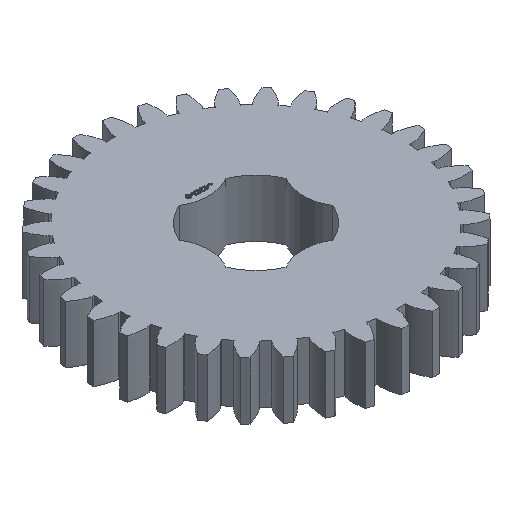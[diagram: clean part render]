
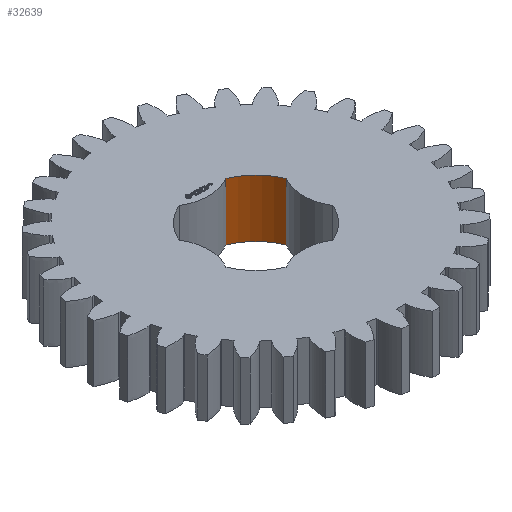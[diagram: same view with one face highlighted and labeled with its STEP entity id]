
A CAD part, isometric view. The second image highlights one B-rep face of the part: STEP entity #32639.
In plain terms, the highlighted cylindrical face has radius 6.35 mm (diameter 12.7 mm), a partial arc.
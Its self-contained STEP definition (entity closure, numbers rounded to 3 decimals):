
#93 = PLANE('',#94);
#94 = AXIS2_PLACEMENT_3D('',#95,#96,#97);
#95 = CARTESIAN_POINT('',(0.,0.,6.25));
#96 = DIRECTION('',(0.,0.,1.));
#97 = DIRECTION('',(1.,0.,0.));
#168 = PLANE('',#169);
#169 = AXIS2_PLACEMENT_3D('',#170,#171,#172);
#170 = CARTESIAN_POINT('',(0.,0.,0.));
#171 = DIRECTION('',(0.,0.,1.));
#172 = DIRECTION('',(1.,0.,0.));
#9902 = VERTEX_POINT('',#9903);
#9903 = CARTESIAN_POINT('',(2.55,5.816,0.));
#9918 = CYLINDRICAL_SURFACE('',#9919,4.9);
#9919 = AXIS2_PLACEMENT_3D('',#9920,#9921,#9922);
#9920 = CARTESIAN_POINT('',(0.,10.,0.));
#9921 = DIRECTION('',(0.,-0.,-1.));
#9922 = DIRECTION('',(0.707,0.707,0.));
#9930 = EDGE_CURVE('',#9931,#9902,#9933,.T.);
#9931 = VERTEX_POINT('',#9932);
#9932 = CARTESIAN_POINT('',(5.816,2.55,0.));
#9933 = SURFACE_CURVE('',#9934,(#9939,#9946),.PCURVE_S1.);
#9934 = CIRCLE('',#9935,6.35);
#9935 = AXIS2_PLACEMENT_3D('',#9936,#9937,#9938);
#9936 = CARTESIAN_POINT('',(0.,0.,0.));
#9937 = DIRECTION('',(0.,-0.,1.));
#9938 = DIRECTION('',(0.707,0.707,0.));
#9939 = PCURVE('',#168,#9940);
#9940 = DEFINITIONAL_REPRESENTATION('',(#9941),#9945);
#9941 = CIRCLE('',#9942,6.35);
#9942 = AXIS2_PLACEMENT_2D('',#9943,#9944);
#9943 = CARTESIAN_POINT('',(0.,0.));
#9944 = DIRECTION('',(0.707,0.707));
#9945 = ( GEOMETRIC_REPRESENTATION_CONTEXT(2) 
PARAMETRIC_REPRESENTATION_CONTEXT() REPRESENTATION_CONTEXT('2D SPACE',''
  ) );
#9946 = PCURVE('',#9947,#9952);
#9947 = CYLINDRICAL_SURFACE('',#9948,6.35);
#9948 = AXIS2_PLACEMENT_3D('',#9949,#9950,#9951);
#9949 = CARTESIAN_POINT('',(0.,0.,0.));
#9950 = DIRECTION('',(0.,-0.,-1.));
#9951 = DIRECTION('',(0.707,0.707,0.));
#9952 = DEFINITIONAL_REPRESENTATION('',(#9953),#9957);
#9953 = LINE('',#9954,#9955);
#9954 = CARTESIAN_POINT('',(-0.,0.));
#9955 = VECTOR('',#9956,1.);
#9956 = DIRECTION('',(-1.,0.));
#9957 = ( GEOMETRIC_REPRESENTATION_CONTEXT(2) 
PARAMETRIC_REPRESENTATION_CONTEXT() REPRESENTATION_CONTEXT('2D SPACE',''
  ) );
#9976 = CYLINDRICAL_SURFACE('',#9977,4.9);
#9977 = AXIS2_PLACEMENT_3D('',#9978,#9979,#9980);
#9978 = CARTESIAN_POINT('',(10.,0.,0.));
#9979 = DIRECTION('',(0.,-0.,-1.));
#9980 = DIRECTION('',(0.707,0.707,0.));
#17002 = VERTEX_POINT('',#17003);
#17003 = CARTESIAN_POINT('',(2.55,5.816,6.25));
#17025 = EDGE_CURVE('',#17026,#17002,#17028,.T.);
#17026 = VERTEX_POINT('',#17027);
#17027 = CARTESIAN_POINT('',(5.816,2.55,6.25));
#17028 = SURFACE_CURVE('',#17029,(#17034,#17041),.PCURVE_S1.);
#17029 = CIRCLE('',#17030,6.35);
#17030 = AXIS2_PLACEMENT_3D('',#17031,#17032,#17033);
#17031 = CARTESIAN_POINT('',(0.,0.,6.25)
  );
#17032 = DIRECTION('',(0.,-0.,1.));
#17033 = DIRECTION('',(0.707,0.707,0.));
#17034 = PCURVE('',#93,#17035);
#17035 = DEFINITIONAL_REPRESENTATION('',(#17036),#17040);
#17036 = CIRCLE('',#17037,6.35);
#17037 = AXIS2_PLACEMENT_2D('',#17038,#17039);
#17038 = CARTESIAN_POINT('',(0.,0.));
#17039 = DIRECTION('',(0.707,0.707));
#17040 = ( GEOMETRIC_REPRESENTATION_CONTEXT(2) 
PARAMETRIC_REPRESENTATION_CONTEXT() REPRESENTATION_CONTEXT('2D SPACE',''
  ) );
#17041 = PCURVE('',#9947,#17042);
#17042 = DEFINITIONAL_REPRESENTATION('',(#17043),#17047);
#17043 = LINE('',#17044,#17045);
#17044 = CARTESIAN_POINT('',(-0.,-6.25));
#17045 = VECTOR('',#17046,1.);
#17046 = DIRECTION('',(-1.,0.));
#17047 = ( GEOMETRIC_REPRESENTATION_CONTEXT(2) 
PARAMETRIC_REPRESENTATION_CONTEXT() REPRESENTATION_CONTEXT('2D SPACE',''
  ) );
#32616 = EDGE_CURVE('',#9931,#17026,#32617,.T.);
#32617 = SURFACE_CURVE('',#32618,(#32622,#32629),.PCURVE_S1.);
#32618 = LINE('',#32619,#32620);
#32619 = CARTESIAN_POINT('',(5.816,2.55,0.));
#32620 = VECTOR('',#32621,1.);
#32621 = DIRECTION('',(0.,0.,1.));
#32622 = PCURVE('',#9976,#32623);
#32623 = DEFINITIONAL_REPRESENTATION('',(#32624),#32628);
#32624 = LINE('',#32625,#32626);
#32625 = CARTESIAN_POINT('',(-1.809,0.));
#32626 = VECTOR('',#32627,1.);
#32627 = DIRECTION('',(-0.,-1.));
#32628 = ( GEOMETRIC_REPRESENTATION_CONTEXT(2) 
PARAMETRIC_REPRESENTATION_CONTEXT() REPRESENTATION_CONTEXT('2D SPACE',''
  ) );
#32629 = PCURVE('',#9947,#32630);
#32630 = DEFINITIONAL_REPRESENTATION('',(#32631),#32635);
#32631 = LINE('',#32632,#32633);
#32632 = CARTESIAN_POINT('',(-5.911,0.));
#32633 = VECTOR('',#32634,1.);
#32634 = DIRECTION('',(-0.,-1.));
#32635 = ( GEOMETRIC_REPRESENTATION_CONTEXT(2) 
PARAMETRIC_REPRESENTATION_CONTEXT() REPRESENTATION_CONTEXT('2D SPACE',''
  ) );
#32639 = ADVANCED_FACE('',(#32640),#9947,.F.);
#32640 = FACE_BOUND('',#32641,.T.);
#32641 = EDGE_LOOP('',(#32642,#32643,#32644,#32665));
#32642 = ORIENTED_EDGE('',*,*,#32616,.T.);
#32643 = ORIENTED_EDGE('',*,*,#17025,.T.);
#32644 = ORIENTED_EDGE('',*,*,#32645,.F.);
#32645 = EDGE_CURVE('',#9902,#17002,#32646,.T.);
#32646 = SURFACE_CURVE('',#32647,(#32651,#32658),.PCURVE_S1.);
#32647 = LINE('',#32648,#32649);
#32648 = CARTESIAN_POINT('',(2.55,5.816,0.));
#32649 = VECTOR('',#32650,1.);
#32650 = DIRECTION('',(0.,0.,1.));
#32651 = PCURVE('',#9947,#32652);
#32652 = DEFINITIONAL_REPRESENTATION('',(#32653),#32657);
#32653 = LINE('',#32654,#32655);
#32654 = CARTESIAN_POINT('',(-6.655,0.));
#32655 = VECTOR('',#32656,1.);
#32656 = DIRECTION('',(-0.,-1.));
#32657 = ( GEOMETRIC_REPRESENTATION_CONTEXT(2) 
PARAMETRIC_REPRESENTATION_CONTEXT() REPRESENTATION_CONTEXT('2D SPACE',''
  ) );
#32658 = PCURVE('',#9918,#32659);
#32659 = DEFINITIONAL_REPRESENTATION('',(#32660),#32664);
#32660 = LINE('',#32661,#32662);
#32661 = CARTESIAN_POINT('',(-4.474,0.));
#32662 = VECTOR('',#32663,1.);
#32663 = DIRECTION('',(-0.,-1.));
#32664 = ( GEOMETRIC_REPRESENTATION_CONTEXT(2) 
PARAMETRIC_REPRESENTATION_CONTEXT() REPRESENTATION_CONTEXT('2D SPACE',''
  ) );
#32665 = ORIENTED_EDGE('',*,*,#9930,.F.);
